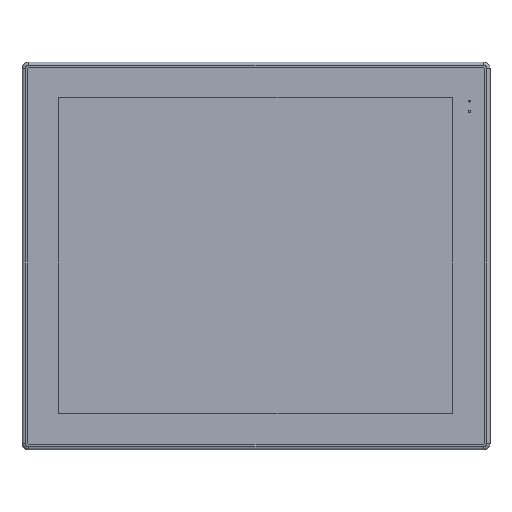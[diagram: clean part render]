
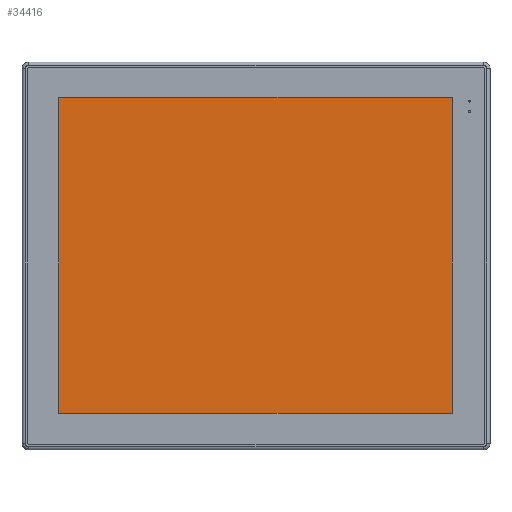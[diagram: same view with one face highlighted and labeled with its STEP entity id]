
A CAD part, top view. The second image highlights one B-rep face of the part: STEP entity #34416.
In plain terms, the highlighted planar face has unit normal (0, 0, 1).
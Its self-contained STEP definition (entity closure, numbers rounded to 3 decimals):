
#14025 = CARTESIAN_POINT ( 'NONE',  ( -205.75, -169.5, 2.2 ) ) ;
#23473 = CARTESIAN_POINT ( 'NONE',  ( 205.75, -169.5, 2.2 ) ) ;
#24294 = PLANE ( 'NONE',  #109808 ) ;
#25320 = DIRECTION ( 'NONE',  ( 1., 0., 0. ) ) ;
#28675 = DIRECTION ( 'NONE',  ( -1., 0., 0. ) ) ;
#34416 = ADVANCED_FACE ( 'N', ( #123756 ), #24294, .F. ) ;
#35562 = DIRECTION ( 'NONE',  ( -1., 0., 0. ) ) ;
#40424 = ORIENTED_EDGE ( 'NONE', *, *, #90697, .T. ) ;
#42614 = VERTEX_POINT ( 'NONE', #54014 ) ;
#50915 = EDGE_LOOP ( 'NONE', ( #96300, #101585, #142037, #40424 ) ) ;
#54014 = CARTESIAN_POINT ( 'NONE',  ( -205.75, -169.5, 2.2 ) ) ;
#58850 = CARTESIAN_POINT ( 'NONE',  ( 205.75, -169.5, 2.2 ) ) ;
#62381 = CARTESIAN_POINT ( 'NONE',  ( -205.75, 169.5, 2.2 ) ) ;
#81450 = CARTESIAN_POINT ( 'NONE',  ( -205.75, -169.5, 2.2 ) ) ;
#82320 = VECTOR ( 'NONE', #137696, 1000. ) ;
#90697 = EDGE_CURVE ( 'NONE', #142105, #42614, #112063, .T. ) ;
#93033 = DIRECTION ( 'NONE',  ( 0., 1., 0. ) ) ;
#94687 = VERTEX_POINT ( 'NONE', #111881 ) ;
#96300 = ORIENTED_EDGE ( 'NONE', *, *, #106660, .T. ) ;
#101488 = VECTOR ( 'NONE', #93033, 1000. ) ;
#101585 = ORIENTED_EDGE ( 'NONE', *, *, #101910, .T. ) ;
#101910 = EDGE_CURVE ( 'NONE', #124384, #94687, #134777, .T. ) ;
#102512 = DIRECTION ( 'NONE',  ( 0., 0., -1. ) ) ;
#106660 = EDGE_CURVE ( 'NONE', #42614, #124384, #135253, .T. ) ;
#109808 = AXIS2_PLACEMENT_3D ( 'NONE', #135771, #102512, #35562 ) ;
#111881 = CARTESIAN_POINT ( 'NONE',  ( 205.75, 169.5, 2.2 ) ) ;
#112063 = LINE ( 'NONE', #81450, #82320 ) ;
#116101 = EDGE_CURVE ( 'NONE', #94687, #142105, #125513, .T. ) ;
#116481 = CARTESIAN_POINT ( 'NONE',  ( -205.75, 169.5, 2.2 ) ) ;
#118528 = VECTOR ( 'NONE', #28675, 1000. ) ;
#123756 = FACE_OUTER_BOUND ( 'NONE', #50915, .T. ) ;
#124384 = VERTEX_POINT ( 'NONE', #23473 ) ;
#125513 = LINE ( 'NONE', #62381, #118528 ) ;
#131745 = VECTOR ( 'NONE', #25320, 1000. ) ;
#134777 = LINE ( 'NONE', #58850, #101488 ) ;
#135253 = LINE ( 'NONE', #14025, #131745 ) ;
#135771 = CARTESIAN_POINT ( 'NONE',  ( -205.75, 169.5, 2.2 ) ) ;
#137696 = DIRECTION ( 'NONE',  ( 0., -1., 0. ) ) ;
#142037 = ORIENTED_EDGE ( 'NONE', *, *, #116101, .T. ) ;
#142105 = VERTEX_POINT ( 'NONE', #116481 ) ;
